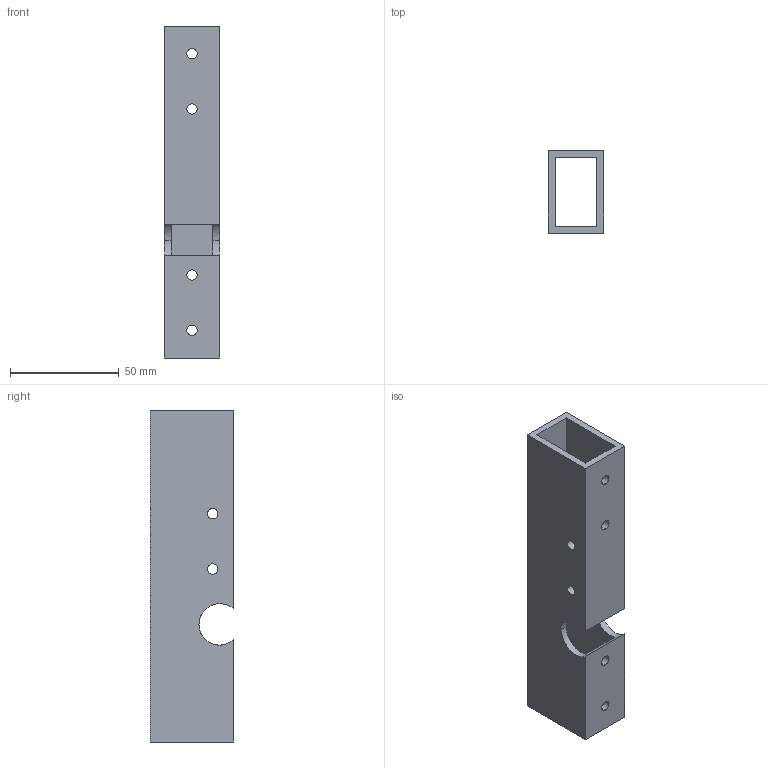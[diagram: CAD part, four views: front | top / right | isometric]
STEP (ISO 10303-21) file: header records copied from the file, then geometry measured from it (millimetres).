
FILE_DESCRIPTION (( 'STEP AP214' ), '1' );
FILE_NAME ('ShortExtension.STEP', '2024-02-12T03:58:14', ( '' ), ( '' ), 'SwSTEP 2.0', 'SolidWorks 2023', '' );
FILE_SCHEMA (( 'AUTOMOTIVE_DESIGN' ));
Length unit declared in the file: inch
Products named in the file (1): ShortExtension
Bounding box: 25.4 x 38.1 x 152.4 mm (x, y, z)
Volume: 52026.5 mm3; surface area: 34512.6 mm2
Topology: 1 solids, 1 shells, 38 faces, 114 edges, 76 vertices
Faces by surface type: cylinder 26, plane 12
Entity records: 1397 total; most frequent: DIRECTION 248, CARTESIAN_POINT 229, ORIENTED_EDGE 228, EDGE_CURVE 114, AXIS2_PLACEMENT_3D 95, VERTEX_POINT 76, EDGE_LOOP 64, LINE 58
